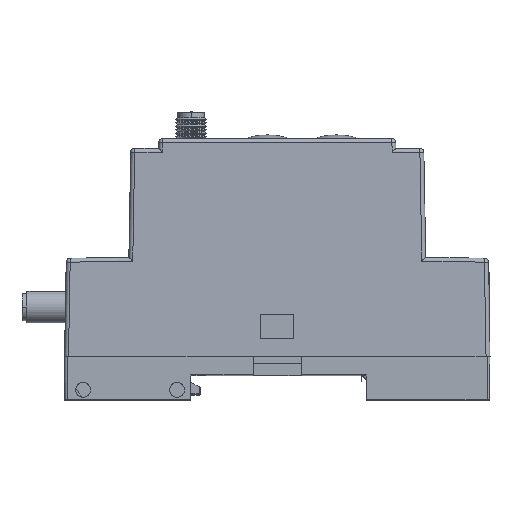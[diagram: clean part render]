
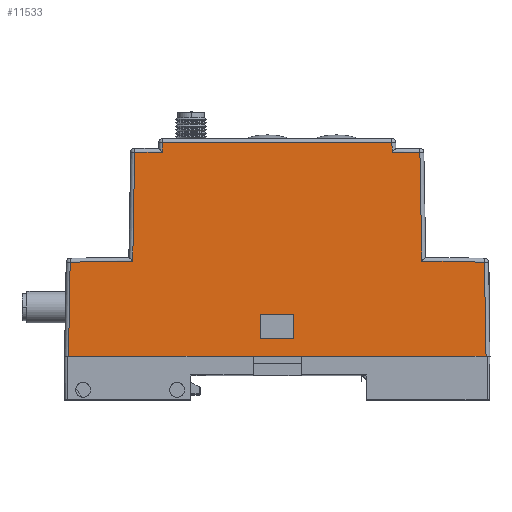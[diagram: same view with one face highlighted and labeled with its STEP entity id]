
A CAD part, top view. The second image highlights one B-rep face of the part: STEP entity #11533.
In plain terms, the highlighted planar face has unit normal (0, 0.018, 1).
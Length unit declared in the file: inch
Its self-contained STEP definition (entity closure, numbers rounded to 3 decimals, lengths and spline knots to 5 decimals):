
#213=DIRECTION('',(-0.017,-1.,0.017));
#214=VECTOR('',#213,0.74852);
#215=CARTESIAN_POINT('',(-1.64836,0.74829,1.36489));
#216=LINE('',#215,#214);
#217=DIRECTION('',(-1.,-0.017,0.));
#218=VECTOR('',#217,0.49829);
#219=CARTESIAN_POINT('',(-1.15014,0.75699,1.36474));
#220=LINE('',#219,#218);
#221=DIRECTION('',(-0.017,-1.,0.017));
#222=VECTOR('',#221,0.86587);
#223=CARTESIAN_POINT('',(-1.13503,1.6226,1.34963));
#224=LINE('',#223,#222);
#225=DIRECTION('',(-1.,0.,0.));
#226=VECTOR('',#225,0.2211);
#227=CARTESIAN_POINT('',(-0.91393,1.6226,1.34963));
#228=LINE('',#227,#226);
#229=DIRECTION('',(-0.017,-1.,0.017));
#230=VECTOR('',#229,0.07876);
#231=CARTESIAN_POINT('',(-0.91256,1.70134,1.34826));
#232=LINE('',#231,#230);
#233=DIRECTION('',(-1.,0.,0.));
#234=VECTOR('',#233,1.82511);
#235=CARTESIAN_POINT('',(0.91256,1.70134,1.34826));
#236=LINE('',#235,#234);
#237=DIRECTION('',(-0.017,1.,-0.017));
#238=VECTOR('',#237,0.07876);
#239=CARTESIAN_POINT('',(0.91393,1.6226,1.34963));
#240=LINE('',#239,#238);
#241=DIRECTION('',(-1.,0.,0.));
#242=VECTOR('',#241,0.2211);
#243=CARTESIAN_POINT('',(1.13503,1.6226,1.34963));
#244=LINE('',#243,#242);
#245=DIRECTION('',(-0.017,1.,-0.017));
#246=VECTOR('',#245,0.86587);
#247=CARTESIAN_POINT('',(1.15014,0.75699,1.36474));
#248=LINE('',#247,#246);
#249=DIRECTION('',(-1.,0.017,0.));
#250=VECTOR('',#249,0.49829);
#251=CARTESIAN_POINT('',(1.64836,0.74829,1.36489));
#252=LINE('',#251,#250);
#253=DIRECTION('',(-0.017,1.,-0.017));
#254=VECTOR('',#253,0.74852);
#255=CARTESIAN_POINT('',(1.66142,0.,1.37795));
#256=LINE('',#255,#254);
#257=DIRECTION('',(-1.,0.,0.));
#258=VECTOR('',#257,0.38189);
#259=CARTESIAN_POINT('',(0.19094,0.,
1.37795));
#260=LINE('',#259,#258);
#261=DIRECTION('',(1.,0.,0.));
#262=VECTOR('',#261,0.25976);
#263=CARTESIAN_POINT('',(-0.12988,0.13981,
1.37551));
#264=LINE('',#263,#262);
#265=DIRECTION('',(0.,1.,-0.017));
#266=VECTOR('',#265,0.19286);
#267=CARTESIAN_POINT('',(0.12988,0.13981,1.37551));
#268=LINE('',#267,#266);
#269=DIRECTION('',(-1.,0.,0.));
#270=VECTOR('',#269,0.25976);
#271=CARTESIAN_POINT('',(0.12988,0.33263,1.37215));
#272=LINE('',#271,#270);
#273=DIRECTION('',(0.,-1.,0.017));
#274=VECTOR('',#273,0.19286);
#275=CARTESIAN_POINT('',(-0.12988,0.33263,
1.37215));
#276=LINE('',#275,#274);
#707=DIRECTION('',(-1.,0.,0.));
#708=VECTOR('',#707,1.47048);
#709=CARTESIAN_POINT('',(-0.19094,0.,
1.37795));
#710=LINE('',#709,#708);
#743=DIRECTION('',(1.,0.,0.));
#744=VECTOR('',#743,1.47048);
#745=CARTESIAN_POINT('',(0.19094,0.,
1.37795));
#746=LINE('',#745,#744);
#10436=CARTESIAN_POINT('',(-1.13503,1.6226,
1.34963));
#10437=CARTESIAN_POINT('',(-1.15014,0.75699,
1.36474));
#10438=VERTEX_POINT('',#10436);
#10439=VERTEX_POINT('',#10437);
#10440=CARTESIAN_POINT('',(-0.91393,1.6226,
1.34963));
#10441=VERTEX_POINT('',#10440);
#10448=CARTESIAN_POINT('',(-0.91256,1.70134,
1.34826));
#10449=VERTEX_POINT('',#10448);
#10452=CARTESIAN_POINT('',(0.91256,1.70134,
1.34826));
#10453=VERTEX_POINT('',#10452);
#10456=CARTESIAN_POINT('',(0.91393,1.6226,
1.34963));
#10457=VERTEX_POINT('',#10456);
#10460=CARTESIAN_POINT('',(1.13503,1.6226,1.34963));
#10461=VERTEX_POINT('',#10460);
#10462=CARTESIAN_POINT('',(1.15014,0.75699,
1.36474));
#10463=VERTEX_POINT('',#10462);
#10526=CARTESIAN_POINT('',(-1.64836,0.74829,
1.36489));
#10527=VERTEX_POINT('',#10526);
#10536=CARTESIAN_POINT('',(1.64836,0.74829,
1.36489));
#10537=VERTEX_POINT('',#10536);
#10558=CARTESIAN_POINT('',(-0.12988,0.13981,
1.37551));
#10559=CARTESIAN_POINT('',(0.12988,0.13981,
1.37551));
#10560=VERTEX_POINT('',#10558);
#10561=VERTEX_POINT('',#10559);
#10562=CARTESIAN_POINT('',(0.12988,0.33263,
1.37215));
#10563=VERTEX_POINT('',#10562);
#10564=CARTESIAN_POINT('',(-0.12988,0.33263,
1.37215));
#10565=VERTEX_POINT('',#10564);
#10586=CARTESIAN_POINT('',(-0.19094,0.,
1.37795));
#10587=CARTESIAN_POINT('',(-1.66142,0.,
1.37795));
#10588=VERTEX_POINT('',#10586);
#10589=VERTEX_POINT('',#10587);
#10594=CARTESIAN_POINT('',(0.19094,0.,
1.37795));
#10595=CARTESIAN_POINT('',(1.66142,0.,
1.37795));
#10596=VERTEX_POINT('',#10594);
#10597=VERTEX_POINT('',#10595);
#11490=CARTESIAN_POINT('',(-1.74927,0.,1.37795));
#11491=DIRECTION('',(0.,0.017,1.));
#11492=DIRECTION('',(1.,0.,0.));
#11493=AXIS2_PLACEMENT_3D('',#11490,#11491,#11492);
#11494=PLANE('',#11493);
#11495=ORIENTED_EDGE('',*,*,#11457,.F.);
#11496=ORIENTED_EDGE('',*,*,#11480,.F.);
#11498=ORIENTED_EDGE('',*,*,#11497,.F.);
#11500=ORIENTED_EDGE('',*,*,#11499,.F.);
#11502=ORIENTED_EDGE('',*,*,#11501,.F.);
#11504=ORIENTED_EDGE('',*,*,#11503,.F.);
#11506=ORIENTED_EDGE('',*,*,#11505,.F.);
#11508=ORIENTED_EDGE('',*,*,#11507,.F.);
#11510=ORIENTED_EDGE('',*,*,#11509,.F.);
#11512=ORIENTED_EDGE('',*,*,#11511,.F.);
#11514=ORIENTED_EDGE('',*,*,#11513,.F.);
#11516=ORIENTED_EDGE('',*,*,#11515,.F.);
#11518=ORIENTED_EDGE('',*,*,#11517,.T.);
#11520=ORIENTED_EDGE('',*,*,#11519,.T.);
#11521=EDGE_LOOP('',(#11495,#11496,#11498,#11500,#11502,#11504,#11506,#11508,
#11510,#11512,#11514,#11516,#11518,#11520));
#11522=FACE_OUTER_BOUND('',#11521,.F.);
#11524=ORIENTED_EDGE('',*,*,#11523,.T.);
#11526=ORIENTED_EDGE('',*,*,#11525,.T.);
#11528=ORIENTED_EDGE('',*,*,#11527,.T.);
#11530=ORIENTED_EDGE('',*,*,#11529,.T.);
#11531=EDGE_LOOP('',(#11524,#11526,#11528,#11530));
#11532=FACE_BOUND('',#11531,.F.);
#11533=ADVANCED_FACE('',(#11522,#11532),#11494,.T.);
#11457=EDGE_CURVE('',#10527,#10589,#216,.T.);
#11480=EDGE_CURVE('',#10439,#10527,#220,.T.);
#11497=EDGE_CURVE('',#10438,#10439,#224,.T.);
#11499=EDGE_CURVE('',#10441,#10438,#228,.T.);
#11501=EDGE_CURVE('',#10449,#10441,#232,.T.);
#11503=EDGE_CURVE('',#10453,#10449,#236,.T.);
#11505=EDGE_CURVE('',#10457,#10453,#240,.T.);
#11507=EDGE_CURVE('',#10461,#10457,#244,.T.);
#11509=EDGE_CURVE('',#10463,#10461,#248,.T.);
#11511=EDGE_CURVE('',#10537,#10463,#252,.T.);
#11513=EDGE_CURVE('',#10597,#10537,#256,.T.);
#11515=EDGE_CURVE('',#10596,#10597,#746,.T.);
#11517=EDGE_CURVE('',#10596,#10588,#260,.T.);
#11519=EDGE_CURVE('',#10588,#10589,#710,.T.);
#11523=EDGE_CURVE('',#10560,#10561,#264,.T.);
#11525=EDGE_CURVE('',#10561,#10563,#268,.T.);
#11527=EDGE_CURVE('',#10563,#10565,#272,.T.);
#11529=EDGE_CURVE('',#10565,#10560,#276,.T.);
